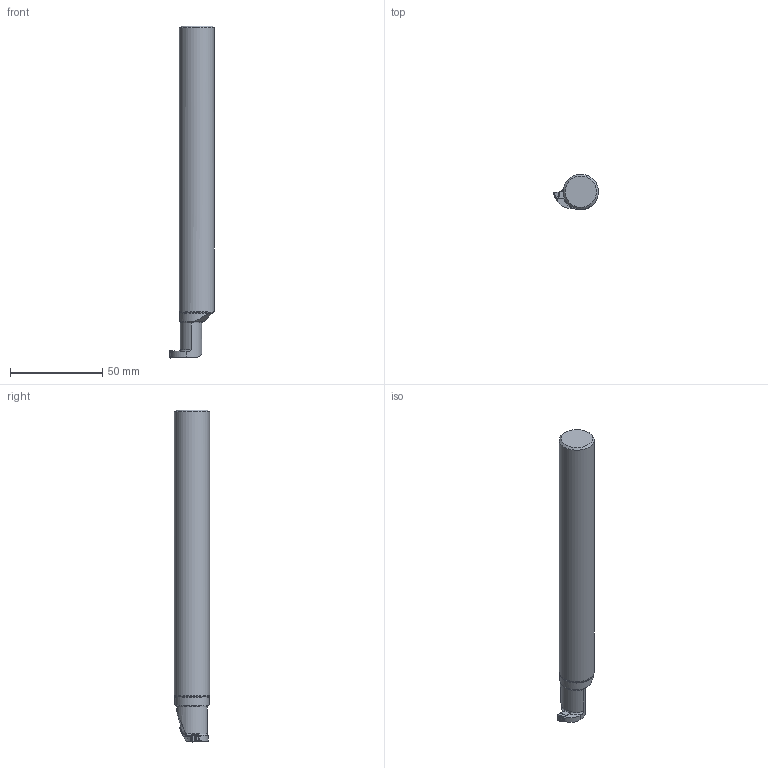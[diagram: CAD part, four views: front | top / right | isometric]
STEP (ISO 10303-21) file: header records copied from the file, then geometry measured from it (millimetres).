
FILE_DESCRIPTION(/* description */ (''),/* implementation_level */ '2;1');
FILE_NAME(/* name */ 'toolassembly_1.stp',/* time_stamp */ '2021-11-29T09:50:29+01:00',/* author */ (''),/* organization */ ('SMS'),/* preprocessor_version */ 'ST-DEVELOPER v16.7',/* originating_system */ 'SIEMENS PLM Software NX 12.0',/* authorisation */ '');
FILE_SCHEMA (('AUTOMOTIVE_DESIGN { 1 0 10303 214 3 1 1 1 }'));
Length unit declared in the file: millimetre
Products named in the file (4): ASSEMBLY_CONSTRUCTION; CUT_20211129094822; NOCUT_20211129094759; TOOLASSEMBLY_1
Assembly tree (3 placements, depth 2):
  TOOLASSEMBLY_1
    NOCUT_20211129094759
    CUT_20211129094822
    ASSEMBLY_CONSTRUCTION
Bounding box: 24.26 x 19.03 x 180 mm (x, y, z)
Volume: 47881 mm3; surface area: 11049.1 mm2
Topology: 2 solids, 2 shells, 138 faces, 365 edges, 233 vertices
Faces by surface type: plane 54, cylinder 31, bspline 21, extrusion 19, cone 9, torus 4
Full cylindrical faces by diameter (mm): 19.02 x1
Entity records: 6576 total; most frequent: CARTESIAN_POINT 3205, ORIENTED_EDGE 706, DIRECTION 631, EDGE_CURVE 353, AXIS2_PLACEMENT_3D 228, VERTEX_POINT 225, VECTOR 175, LINE 156
